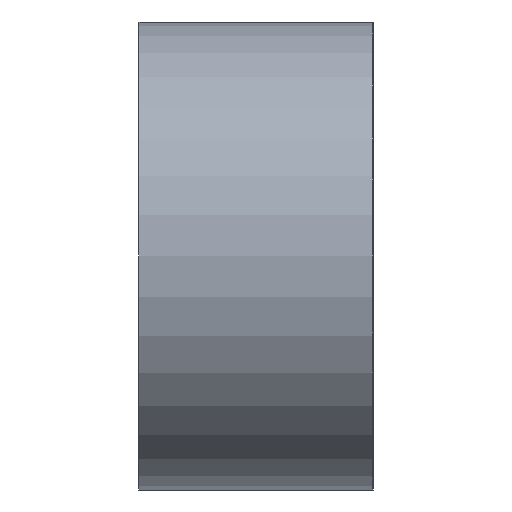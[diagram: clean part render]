
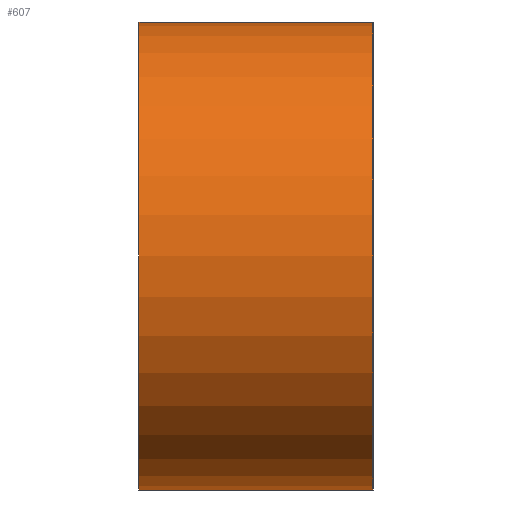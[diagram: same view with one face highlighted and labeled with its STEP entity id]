
A CAD part, left-side view. The second image highlights one B-rep face of the part: STEP entity #607.
In plain terms, the highlighted cylindrical face has radius 4 mm (diameter 8 mm), a partial arc.
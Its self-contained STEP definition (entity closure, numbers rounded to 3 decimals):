
#43 = DIRECTION ( 'NONE',  ( 0., -1., 0. ) ) ;
#148 = EDGE_CURVE ( 'NONE', #654, #1135, #448, .T. ) ;
#172 = CARTESIAN_POINT ( 'NONE',  ( -88., 4., 4. ) ) ;
#182 = CARTESIAN_POINT ( 'NONE',  ( -88., 4., 0. ) ) ;
#190 = DIRECTION ( 'NONE',  ( 0., 0., 1. ) ) ;
#235 = DIRECTION ( 'NONE',  ( 0., 1., 0. ) ) ;
#404 = EDGE_CURVE ( 'NONE', #735, #654, #1119, .T. ) ;
#448 = CIRCLE ( 'NONE', #1066, 4. ) ;
#478 = CARTESIAN_POINT ( 'NONE',  ( -88., 4., 0. ) ) ;
#489 = DIRECTION ( 'NONE',  ( 0., 0., -1. ) ) ;
#495 = DIRECTION ( 'NONE',  ( 0., 1., 0. ) ) ;
#586 = FACE_OUTER_BOUND ( 'NONE', #1505, .T. ) ;
#594 = CARTESIAN_POINT ( 'NONE',  ( -88., 4., 4. ) ) ;
#607 = ADVANCED_FACE ( 'NONE', ( #586 ), #1193, .T. ) ;
#654 = VERTEX_POINT ( 'NONE', #1868 ) ;
#735 = VERTEX_POINT ( 'NONE', #1151 ) ;
#851 = DIRECTION ( 'NONE',  ( 0., 0., 1. ) ) ;
#922 = VERTEX_POINT ( 'NONE', #594 ) ;
#938 = ORIENTED_EDGE ( 'NONE', *, *, #404, .T. ) ;
#1056 = CARTESIAN_POINT ( 'NONE',  ( -88., 4., -4. ) ) ;
#1063 = EDGE_CURVE ( 'NONE', #922, #1135, #1892, .T. ) ;
#1066 = AXIS2_PLACEMENT_3D ( 'NONE', #1735, #235, #851 ) ;
#1119 = LINE ( 'NONE', #1056, #1870 ) ;
#1135 = VERTEX_POINT ( 'NONE', #1276 ) ;
#1151 = CARTESIAN_POINT ( 'NONE',  ( -88., 4., -4. ) ) ;
#1193 = CYLINDRICAL_SURFACE ( 'NONE', #1279, 4. ) ;
#1207 = DIRECTION ( 'NONE',  ( 0., -1., 0. ) ) ;
#1276 = CARTESIAN_POINT ( 'NONE',  ( -88., 0., 4. ) ) ;
#1279 = AXIS2_PLACEMENT_3D ( 'NONE', #182, #43, #489 ) ;
#1419 = AXIS2_PLACEMENT_3D ( 'NONE', #478, #495, #190 ) ;
#1452 = CIRCLE ( 'NONE', #1419, 4. ) ;
#1485 = VECTOR ( 'NONE', #1207, 1000. ) ;
#1505 = EDGE_LOOP ( 'NONE', ( #1816, #1912, #1862, #938 ) ) ;
#1639 = DIRECTION ( 'NONE',  ( 0., -1., 0. ) ) ;
#1735 = CARTESIAN_POINT ( 'NONE',  ( -88., 0., 0. ) ) ;
#1816 = ORIENTED_EDGE ( 'NONE', *, *, #148, .T. ) ;
#1862 = ORIENTED_EDGE ( 'NONE', *, *, #1904, .F. ) ;
#1868 = CARTESIAN_POINT ( 'NONE',  ( -88., 0., -4. ) ) ;
#1870 = VECTOR ( 'NONE', #1639, 1000. ) ;
#1892 = LINE ( 'NONE', #172, #1485 ) ;
#1904 = EDGE_CURVE ( 'NONE', #735, #922, #1452, .T. ) ;
#1912 = ORIENTED_EDGE ( 'NONE', *, *, #1063, .F. ) ;
